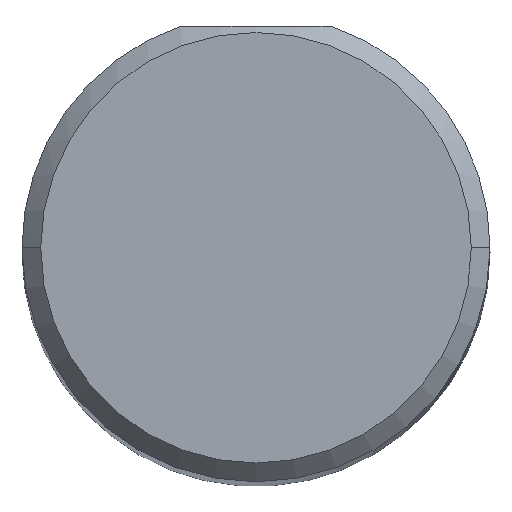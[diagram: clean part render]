
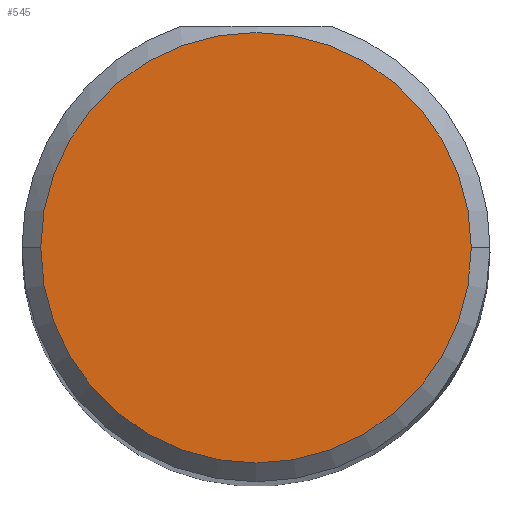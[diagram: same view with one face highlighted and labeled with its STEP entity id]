
A CAD part, top view. The second image highlights one B-rep face of the part: STEP entity #545.
In plain terms, the highlighted planar face has unit normal (0, 0, 1).
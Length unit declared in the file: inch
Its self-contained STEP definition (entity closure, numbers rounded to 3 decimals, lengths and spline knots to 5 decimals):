
#46 = EDGE_CURVE ( 'NONE', #235, #281, #465, .T. ) ;
#90 = AXIS2_PLACEMENT_3D ( 'NONE', #439, #101, #512 ) ;
#100 = CARTESIAN_POINT ( 'NONE',  ( 0., 0., 2.5 ) ) ;
#101 = DIRECTION ( 'NONE',  ( 0., 0., 1. ) ) ;
#152 = FACE_OUTER_BOUND ( 'NONE', #569, .T. ) ;
#157 = DIRECTION ( 'NONE',  ( 0., 0., 1. ) ) ;
#221 = DIRECTION ( 'NONE',  ( 0., 0., 1. ) ) ;
#235 = VERTEX_POINT ( 'NONE', #316 ) ;
#243 = ORIENTED_EDGE ( 'NONE', *, *, #46, .T. ) ;
#270 = ORIENTED_EDGE ( 'NONE', *, *, #485, .T. ) ;
#281 = VERTEX_POINT ( 'NONE', #670 ) ;
#316 = CARTESIAN_POINT ( 'NONE',  ( 0.1725, 0., 2.5 ) ) ;
#336 = CIRCLE ( 'NONE', #90, 0.1725 ) ;
#431 = CARTESIAN_POINT ( 'NONE',  ( 0., 0., 2.5 ) ) ;
#439 = CARTESIAN_POINT ( 'NONE',  ( 0., 0., 2.5 ) ) ;
#465 = CIRCLE ( 'NONE', #559, 0.1725 ) ;
#485 = EDGE_CURVE ( 'NONE', #281, #235, #336, .T. ) ;
#512 = DIRECTION ( 'NONE',  ( 1., 0., 0. ) ) ;
#545 = ADVANCED_FACE ( 'NONE', ( #152 ), #693, .T. ) ;
#559 = AXIS2_PLACEMENT_3D ( 'NONE', #100, #221, #701 ) ;
#569 = EDGE_LOOP ( 'NONE', ( #270, #243 ) ) ;
#603 = AXIS2_PLACEMENT_3D ( 'NONE', #431, #157, #680 ) ;
#670 = CARTESIAN_POINT ( 'NONE',  ( -0.1725, 0., 2.5 ) ) ;
#680 = DIRECTION ( 'NONE',  ( 1., 0., 0. ) ) ;
#693 = PLANE ( 'NONE',  #603 ) ;
#701 = DIRECTION ( 'NONE',  ( 1., 0., 0. ) ) ;
